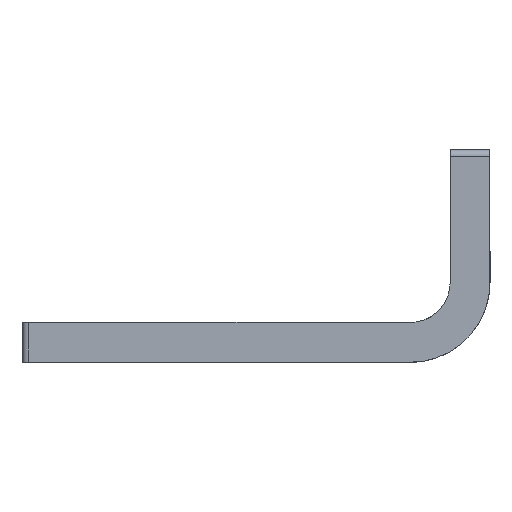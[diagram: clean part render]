
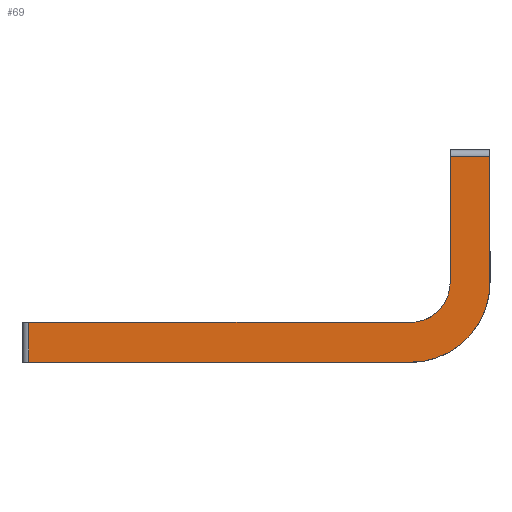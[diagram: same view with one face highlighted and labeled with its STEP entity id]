
A CAD part, left-side view. The second image highlights one B-rep face of the part: STEP entity #69.
In plain terms, the highlighted planar face has unit normal (-1, 0, 0).
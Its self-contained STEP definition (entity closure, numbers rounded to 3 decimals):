
#69=ADVANCED_FACE('',(#122),#105,.F.);
#105=PLANE('',#798);
#122=FACE_OUTER_BOUND('',#157,.T.);
#157=EDGE_LOOP('',(#264,#265,#266,#267,#268,#269,#270,#271));
#204=CIRCLE('',#796,3.);
#205=CIRCLE('',#797,6.);
#264=ORIENTED_EDGE('',*,*,#562,.F.);
#265=ORIENTED_EDGE('',*,*,#563,.T.);
#266=ORIENTED_EDGE('',*,*,#564,.T.);
#267=ORIENTED_EDGE('',*,*,#565,.T.);
#268=ORIENTED_EDGE('',*,*,#546,.T.);
#269=ORIENTED_EDGE('',*,*,#566,.T.);
#270=ORIENTED_EDGE('',*,*,#567,.F.);
#271=ORIENTED_EDGE('',*,*,#568,.F.);
#470=VERTEX_POINT('',#1101);
#471=VERTEX_POINT('',#1103);
#484=VERTEX_POINT('',#1134);
#485=VERTEX_POINT('',#1135);
#486=VERTEX_POINT('',#1137);
#487=VERTEX_POINT('',#1139);
#488=VERTEX_POINT('',#1142);
#489=VERTEX_POINT('',#1144);
#546=EDGE_CURVE('',#471,#470,#653,.T.);
#562=EDGE_CURVE('',#484,#485,#664,.T.);
#563=EDGE_CURVE('',#484,#486,#665,.T.);
#564=EDGE_CURVE('',#486,#487,#666,.T.);
#565=EDGE_CURVE('',#487,#471,#204,.T.);
#566=EDGE_CURVE('',#470,#488,#667,.T.);
#567=EDGE_CURVE('',#489,#488,#668,.T.);
#568=EDGE_CURVE('',#485,#489,#205,.T.);
#653=LINE('',#1102,#721);
#664=LINE('',#1133,#732);
#665=LINE('',#1136,#733);
#666=LINE('',#1138,#734);
#667=LINE('',#1141,#735);
#668=LINE('',#1143,#736);
#721=VECTOR('',#878,1.);
#732=VECTOR('',#903,1.);
#733=VECTOR('',#904,1.);
#734=VECTOR('',#905,1.);
#735=VECTOR('',#908,1.);
#736=VECTOR('',#909,1.);
#796=AXIS2_PLACEMENT_3D('',#1140,#906,#907);
#797=AXIS2_PLACEMENT_3D('',#1145,#910,#911);
#798=AXIS2_PLACEMENT_3D('',#1146,#912,#913);
#878=DIRECTION('',(0.,1.,0.));
#903=DIRECTION('',(0.,0.,-1.));
#904=DIRECTION('',(0.,1.,0.));
#905=DIRECTION('',(0.,0.,-1.));
#906=DIRECTION('',(1.,0.,0.));
#907=DIRECTION('',(0.,1.,0.));
#908=DIRECTION('',(0.,0.,-1.));
#909=DIRECTION('',(0.,1.,0.));
#910=DIRECTION('',(1.,0.,0.));
#911=DIRECTION('',(0.,1.,0.));
#912=DIRECTION('',(1.,0.,0.));
#913=DIRECTION('',(0.,0.,-1.));
#1101=CARTESIAN_POINT('',(-76.,41.483,0.267));
#1102=CARTESIAN_POINT('',(-76.,-3.517,0.267));
#1103=CARTESIAN_POINT('',(-76.,12.75,0.267));
#1133=CARTESIAN_POINT('',(-76.,6.75,13.267));
#1134=CARTESIAN_POINT('',(-76.,6.75,12.767));
#1135=CARTESIAN_POINT('',(-76.,6.75,3.267));
#1136=CARTESIAN_POINT('',(-76.,-3.517,12.767));
#1137=CARTESIAN_POINT('',(-76.,9.75,12.767));
#1138=CARTESIAN_POINT('',(-76.,9.75,13.267));
#1139=CARTESIAN_POINT('',(-76.,9.75,3.267));
#1140=CARTESIAN_POINT('',(-76.,12.75,3.267));
#1141=CARTESIAN_POINT('',(-76.,41.483,-2.733));
#1142=CARTESIAN_POINT('',(-76.,41.483,-2.733));
#1143=CARTESIAN_POINT('',(-76.,-3.517,-2.733));
#1144=CARTESIAN_POINT('',(-76.,12.75,-2.733));
#1145=CARTESIAN_POINT('',(-76.,12.75,3.267));
#1146=CARTESIAN_POINT('',(-76.,-3.517,-2.733));
